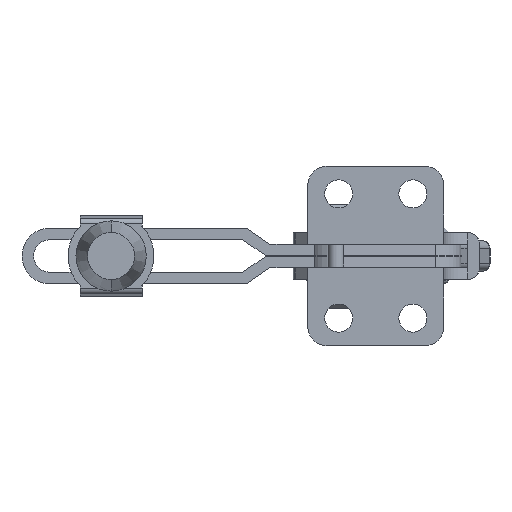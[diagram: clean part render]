
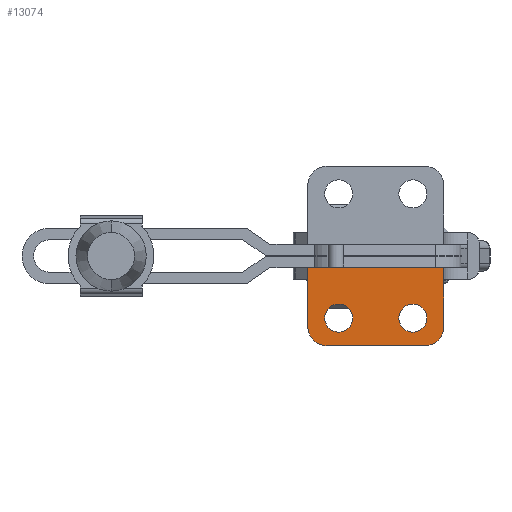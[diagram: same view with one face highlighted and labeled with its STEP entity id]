
A CAD part, front view. The second image highlights one B-rep face of the part: STEP entity #13074.
In plain terms, the highlighted planar face has unit normal (0, -1, 0).
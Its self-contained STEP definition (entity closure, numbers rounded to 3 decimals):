
#225 = VERTEX_POINT ( 'NONE', #4584 ) ;
#287 = EDGE_CURVE ( 'NONE', #5259, #7772, #11289, .T. ) ;
#317 = AXIS2_PLACEMENT_3D ( 'NONE', #1644, #18140, #9150 ) ;
#769 = CARTESIAN_POINT ( 'NONE',  ( -14.1, 0., -23. ) ) ;
#913 = ORIENTED_EDGE ( 'NONE', *, *, #3329, .T. ) ;
#1232 = ORIENTED_EDGE ( 'NONE', *, *, #287, .F. ) ;
#1259 = ORIENTED_EDGE ( 'NONE', *, *, #13336, .F. ) ;
#1307 = CIRCLE ( 'NONE', #8500, 5. ) ;
#1636 = AXIS2_PLACEMENT_3D ( 'NONE', #6735, #3802, #8320 ) ;
#1644 = CARTESIAN_POINT ( 'NONE',  ( -36.05, 0., -15.9 ) ) ;
#1738 = EDGE_LOOP ( 'NONE', ( #1259, #16806 ) ) ;
#1930 = CARTESIAN_POINT ( 'NONE',  ( -36.05, 0., -19.5 ) ) ;
#2071 = VECTOR ( 'NONE', #10794, 1000. ) ;
#2132 = VERTEX_POINT ( 'NONE', #5075 ) ;
#2519 = EDGE_CURVE ( 'NONE', #13425, #2132, #15119, .T. ) ;
#2706 = DIRECTION ( 'NONE',  ( 0., 0., 1. ) ) ;
#3156 = ORIENTED_EDGE ( 'NONE', *, *, #5804, .T. ) ;
#3329 = EDGE_CURVE ( 'NONE', #10647, #13425, #9161, .T. ) ;
#3561 = VECTOR ( 'NONE', #7657, 1000. ) ;
#3586 = EDGE_CURVE ( 'NONE', #9662, #225, #18064, .T. ) ;
#3802 = DIRECTION ( 'NONE',  ( 0., -1., 0. ) ) ;
#3941 = LINE ( 'NONE', #6403, #2071 ) ;
#4156 = CARTESIAN_POINT ( 'NONE',  ( -9.1, 0., 6. ) ) ;
#4365 = CIRCLE ( 'NONE', #10445, 3.6 ) ;
#4417 = EDGE_CURVE ( 'NONE', #7914, #2132, #15078, .T. ) ;
#4584 = CARTESIAN_POINT ( 'NONE',  ( -17.05, 0., -19.5 ) ) ;
#4665 = AXIS2_PLACEMENT_3D ( 'NONE', #5448, #5247, #5508 ) ;
#5075 = CARTESIAN_POINT ( 'NONE',  ( -9.1, 0., -18. ) ) ;
#5231 = DIRECTION ( 'NONE',  ( 0., -1., 0. ) ) ;
#5247 = DIRECTION ( 'NONE',  ( 0., -1., 0. ) ) ;
#5259 = VERTEX_POINT ( 'NONE', #1930 ) ;
#5448 = CARTESIAN_POINT ( 'NONE',  ( -17.05, 0., -15.9 ) ) ;
#5508 = DIRECTION ( 'NONE',  ( 0., 0., -1. ) ) ;
#5804 = EDGE_CURVE ( 'NONE', #7914, #7425, #3941, .T. ) ;
#6403 = CARTESIAN_POINT ( 'NONE',  ( -3., 0., -3. ) ) ;
#6605 = EDGE_CURVE ( 'NONE', #17380, #10647, #1307, .T. ) ;
#6653 = CARTESIAN_POINT ( 'NONE',  ( -44., 0., -3. ) ) ;
#6735 = CARTESIAN_POINT ( 'NONE',  ( -14.1, 0., -18. ) ) ;
#7425 = VERTEX_POINT ( 'NONE', #6653 ) ;
#7597 = CARTESIAN_POINT ( 'NONE',  ( -39., 0., -23. ) ) ;
#7601 = EDGE_CURVE ( 'NONE', #7425, #17380, #17728, .T. ) ;
#7657 = DIRECTION ( 'NONE',  ( 1., 0., 0. ) ) ;
#7755 = EDGE_LOOP ( 'NONE', ( #16907, #3156, #13133, #13846, #913, #16050 ) ) ;
#7772 = VERTEX_POINT ( 'NONE', #17920 ) ;
#7914 = VERTEX_POINT ( 'NONE', #18310 ) ;
#7949 = CARTESIAN_POINT ( 'NONE',  ( -17.05, 0., -15.9 ) ) ;
#8086 = ORIENTED_EDGE ( 'NONE', *, *, #10036, .F. ) ;
#8320 = DIRECTION ( 'NONE',  ( 0., 0., -1. ) ) ;
#8500 = AXIS2_PLACEMENT_3D ( 'NONE', #16161, #19066, #14622 ) ;
#8827 = AXIS2_PLACEMENT_3D ( 'NONE', #4156, #10085, #2706 ) ;
#9150 = DIRECTION ( 'NONE',  ( 0., 0., -1. ) ) ;
#9161 = LINE ( 'NONE', #7597, #3561 ) ;
#9662 = VERTEX_POINT ( 'NONE', #14297 ) ;
#10036 = EDGE_CURVE ( 'NONE', #7772, #5259, #10601, .T. ) ;
#10085 = DIRECTION ( 'NONE',  ( 0., 1., 0. ) ) ;
#10309 = CARTESIAN_POINT ( 'NONE',  ( -44., 0., 6. ) ) ;
#10445 = AXIS2_PLACEMENT_3D ( 'NONE', #7949, #12448, #14030 ) ;
#10601 = CIRCLE ( 'NONE', #16170, 3.6 ) ;
#10647 = VERTEX_POINT ( 'NONE', #12405 ) ;
#10794 = DIRECTION ( 'NONE',  ( -1., 0., 0. ) ) ;
#10940 = CARTESIAN_POINT ( 'NONE',  ( -36.05, 0., -15.9 ) ) ;
#11104 = VECTOR ( 'NONE', #12930, 1000. ) ;
#11198 = DIRECTION ( 'NONE',  ( 0., 0., -1. ) ) ;
#11289 = CIRCLE ( 'NONE', #317, 3.6 ) ;
#12390 = EDGE_LOOP ( 'NONE', ( #1232, #8086 ) ) ;
#12405 = CARTESIAN_POINT ( 'NONE',  ( -39., 0., -23. ) ) ;
#12448 = DIRECTION ( 'NONE',  ( 0., -1., 0. ) ) ;
#12930 = DIRECTION ( 'NONE',  ( 0., 0., -1. ) ) ;
#13049 = PLANE ( 'NONE',  #8827 ) ;
#13074 = ADVANCED_FACE ( 'NONE', ( #19369, #13522, #15892 ), #13049, .F. ) ;
#13133 = ORIENTED_EDGE ( 'NONE', *, *, #7601, .T. ) ;
#13269 = DIRECTION ( 'NONE',  ( 0., 0., -1. ) ) ;
#13336 = EDGE_CURVE ( 'NONE', #225, #9662, #4365, .T. ) ;
#13425 = VERTEX_POINT ( 'NONE', #769 ) ;
#13522 = FACE_BOUND ( 'NONE', #1738, .T. ) ;
#13736 = VECTOR ( 'NONE', #13269, 1000. ) ;
#13846 = ORIENTED_EDGE ( 'NONE', *, *, #6605, .T. ) ;
#14030 = DIRECTION ( 'NONE',  ( 0., 0., -1. ) ) ;
#14297 = CARTESIAN_POINT ( 'NONE',  ( -17.05, 0., -12.3 ) ) ;
#14622 = DIRECTION ( 'NONE',  ( 0., 0., -1. ) ) ;
#15078 = LINE ( 'NONE', #17218, #11104 ) ;
#15119 = CIRCLE ( 'NONE', #1636, 5. ) ;
#15892 = FACE_OUTER_BOUND ( 'NONE', #7755, .T. ) ;
#16050 = ORIENTED_EDGE ( 'NONE', *, *, #2519, .T. ) ;
#16161 = CARTESIAN_POINT ( 'NONE',  ( -39., 0., -18. ) ) ;
#16170 = AXIS2_PLACEMENT_3D ( 'NONE', #10940, #5231, #11198 ) ;
#16806 = ORIENTED_EDGE ( 'NONE', *, *, #3586, .F. ) ;
#16907 = ORIENTED_EDGE ( 'NONE', *, *, #4417, .F. ) ;
#17218 = CARTESIAN_POINT ( 'NONE',  ( -9.1, 0., 6. ) ) ;
#17380 = VERTEX_POINT ( 'NONE', #17868 ) ;
#17728 = LINE ( 'NONE', #10309, #13736 ) ;
#17868 = CARTESIAN_POINT ( 'NONE',  ( -44., 0., -18. ) ) ;
#17920 = CARTESIAN_POINT ( 'NONE',  ( -36.05, 0., -12.3 ) ) ;
#18064 = CIRCLE ( 'NONE', #4665, 3.6 ) ;
#18140 = DIRECTION ( 'NONE',  ( 0., -1., 0. ) ) ;
#18310 = CARTESIAN_POINT ( 'NONE',  ( -9.1, 0., -3. ) ) ;
#19066 = DIRECTION ( 'NONE',  ( 0., -1., 0. ) ) ;
#19369 = FACE_BOUND ( 'NONE', #12390, .T. ) ;
